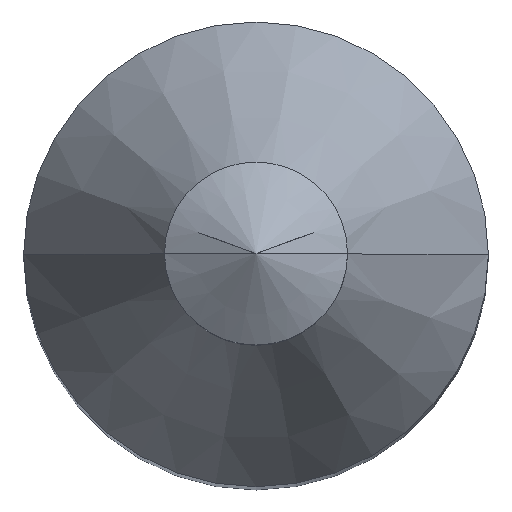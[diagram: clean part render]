
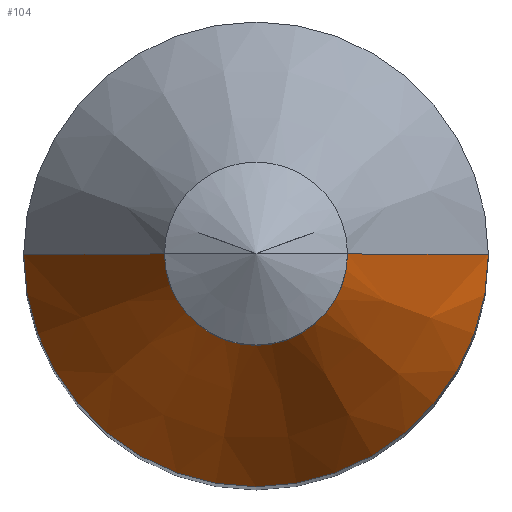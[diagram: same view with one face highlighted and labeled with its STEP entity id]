
A CAD part, top view. The second image highlights one B-rep face of the part: STEP entity #104.
In plain terms, the highlighted conical face has half-angle 30 degrees and reference radius 1.575 mm.
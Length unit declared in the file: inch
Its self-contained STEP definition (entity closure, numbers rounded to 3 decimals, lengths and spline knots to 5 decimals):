
#12 = CARTESIAN_POINT ( 'NONE',  ( 0., 0., 1.7777 ) ) ;
#19 = LINE ( 'NONE', #141, #182 ) ;
#37 = ORIENTED_EDGE ( 'NONE', *, *, #394, .F. ) ;
#48 = DIRECTION ( 'NONE',  ( -0.5, 0., -0.866 ) ) ;
#65 = DIRECTION ( 'NONE',  ( -1., 0., 0. ) ) ;
#67 = CIRCLE ( 'NONE', #107, 0.06201 ) ;
#81 = VECTOR ( 'NONE', #48, 39.37008 ) ;
#104 = ADVANCED_FACE ( 'NONE', ( #360 ), #385, .T. ) ;
#105 = VERTEX_POINT ( 'NONE', #147 ) ;
#106 = DIRECTION ( 'NONE',  ( 0., 0., -1. ) ) ;
#107 = AXIS2_PLACEMENT_3D ( 'NONE', #12, #106, #252 ) ;
#122 = ORIENTED_EDGE ( 'NONE', *, *, #315, .T. ) ;
#129 = ORIENTED_EDGE ( 'NONE', *, *, #344, .F. ) ;
#141 = CARTESIAN_POINT ( 'NONE',  ( 0.06201, 0., 1.7777 ) ) ;
#145 = DIRECTION ( 'NONE',  ( 0., 0., -1. ) ) ;
#147 = CARTESIAN_POINT ( 'NONE',  ( -0.15748, 0., 1.61234 ) ) ;
#167 = DIRECTION ( 'NONE',  ( 0., 0., -1. ) ) ;
#182 = VECTOR ( 'NONE', #387, 39.37008 ) ;
#189 = VERTEX_POINT ( 'NONE', #277 ) ;
#195 = CARTESIAN_POINT ( 'NONE',  ( 0.15748, 0., 1.61234 ) ) ;
#207 = EDGE_LOOP ( 'NONE', ( #230, #122, #129, #37 ) ) ;
#230 = ORIENTED_EDGE ( 'NONE', *, *, #339, .T. ) ;
#245 = VERTEX_POINT ( 'NONE', #397 ) ;
#252 = DIRECTION ( 'NONE',  ( -1., 0., 0. ) ) ;
#277 = CARTESIAN_POINT ( 'NONE',  ( -0.06201, 0., 1.7777 ) ) ;
#290 = CARTESIAN_POINT ( 'NONE',  ( 0., 0., 1.61234 ) ) ;
#301 = AXIS2_PLACEMENT_3D ( 'NONE', #290, #167, #65 ) ;
#309 = AXIS2_PLACEMENT_3D ( 'NONE', #328, #145, #392 ) ;
#315 = EDGE_CURVE ( 'NONE', #189, #105, #376, .T. ) ;
#328 = CARTESIAN_POINT ( 'NONE',  ( 0., 0., 1.7777 ) ) ;
#337 = CARTESIAN_POINT ( 'NONE',  ( -0.06201, 0., 1.7777 ) ) ;
#339 = EDGE_CURVE ( 'NONE', #245, #189, #67, .T. ) ;
#344 = EDGE_CURVE ( 'NONE', #362, #105, #349, .T. ) ;
#349 = CIRCLE ( 'NONE', #301, 0.15748 ) ;
#360 = FACE_OUTER_BOUND ( 'NONE', #207, .T. ) ;
#362 = VERTEX_POINT ( 'NONE', #195 ) ;
#376 = LINE ( 'NONE', #337, #81 ) ;
#385 = CONICAL_SURFACE ( 'NONE', #309, 0.06201, 0.524 ) ;
#387 = DIRECTION ( 'NONE',  ( 0.5, 0., -0.866 ) ) ;
#392 = DIRECTION ( 'NONE',  ( 1., 0., 0. ) ) ;
#394 = EDGE_CURVE ( 'NONE', #245, #362, #19, .T. ) ;
#397 = CARTESIAN_POINT ( 'NONE',  ( 0.06201, 0., 1.7777 ) ) ;
